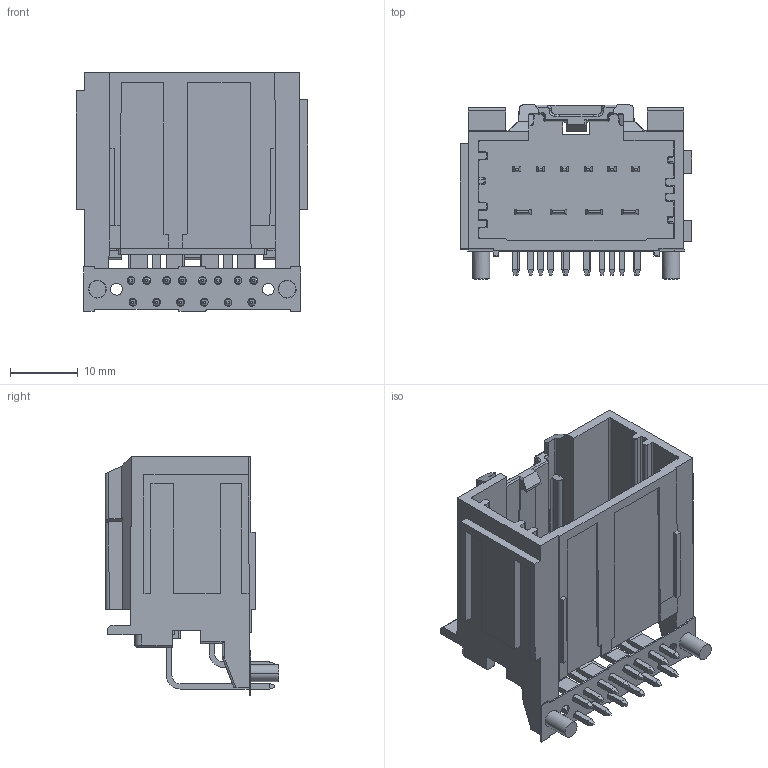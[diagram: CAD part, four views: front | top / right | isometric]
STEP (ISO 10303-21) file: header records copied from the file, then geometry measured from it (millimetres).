
FILE_DESCRIPTION((''),'2;1');
FILE_NAME('346960100','2013-12-24T',('me'),(''),'PRO/ENGINEER BY PARAMETRIC TECHNOLOGY CORPORATION, 2011490','PRO/ENGINEER BY PARAMETRIC TECHNOLOGY CORPORATION, 2011490','');
FILE_SCHEMA(('CONFIG_CONTROL_DESIGN'));
Length unit declared in the file: millimetre
Products named in the file (1): 346960100
Bounding box: 34.1 x 25.56 x 35.16 mm (x, y, z)
Volume: 6019.5 mm3; surface area: 9245.8 mm2
Topology: 1 solids, 1 shells, 1366 faces, 4033 edges, 2697 vertices
Faces by surface type: plane 1078, cylinder 252, bspline 22, sphere 8, cone 4, torus 2
Entity records: 45789 total; most frequent: CARTESIAN_POINT 9777, ORIENTED_EDGE 7736, DIRECTION 6771, EDGE_CURVE 3868, VECTOR 3397, LINE 3397, VERTEX_POINT 2540, AXIS2_PLACEMENT_3D 1687
